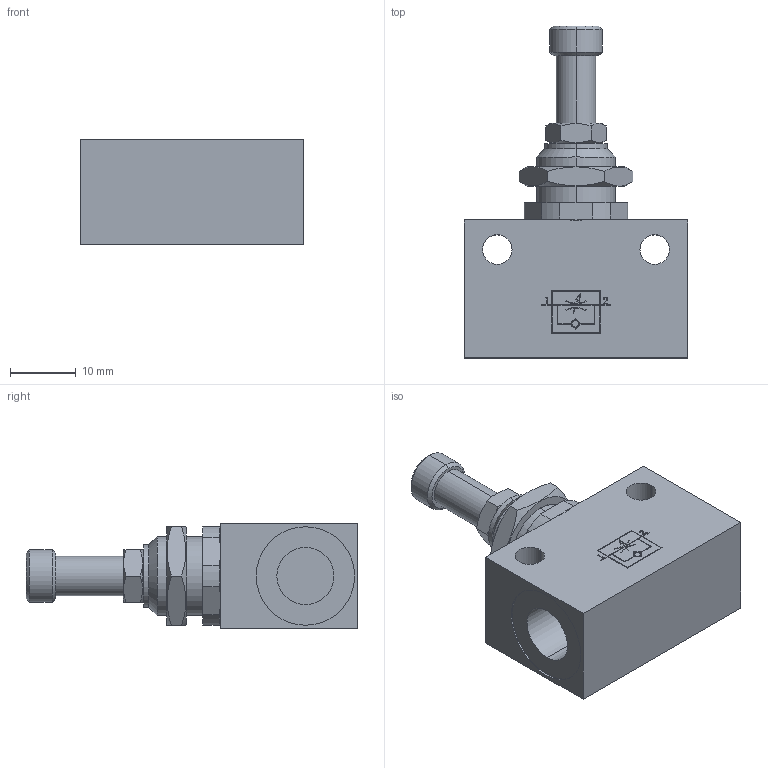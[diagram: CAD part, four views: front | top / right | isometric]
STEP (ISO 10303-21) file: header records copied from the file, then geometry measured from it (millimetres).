
FILE_DESCRIPTION (( 'STEP AP203' ), '1' );
FILE_NAME ('04110U01.STEP', '2010-04-14T12:10:12', ( '' ), ( 'sopra-pneumatic' ), 'SwSTEP 2.0', 'SolidWorks 2009', '' );
FILE_SCHEMA (( 'CONFIG_CONTROL_DESIGN' ));
Length unit declared in the file: millimetre
Products named in the file (1): 04110U01
Bounding box: 34 x 50.56 x 16 mm (x, y, z)
Volume: 12108.1 mm3; surface area: 5399.6 mm2
Topology: 1 solids, 5 shells, 213 faces, 534 edges, 352 vertices
Faces by surface type: plane 127, cylinder 61, cone 25
Entity records: 6745 total; most frequent: CARTESIAN_POINT 1545, ORIENTED_EDGE 1068, DIRECTION 1034, EDGE_CURVE 534, VERTEX_POINT 352, AXIS2_PLACEMENT_3D 345, VECTOR 344, LINE 344
